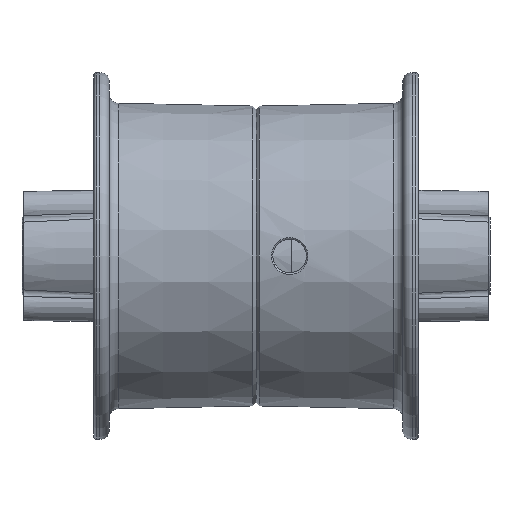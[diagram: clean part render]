
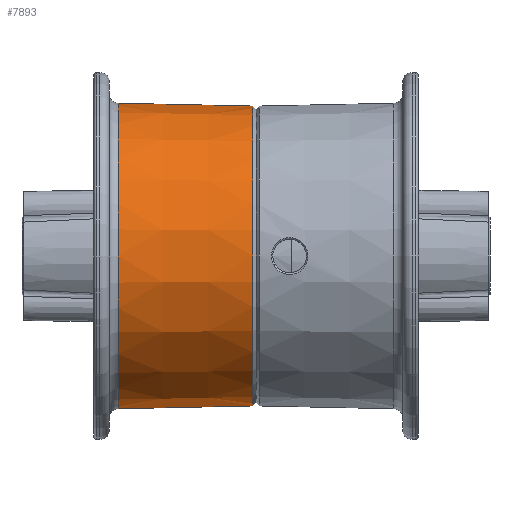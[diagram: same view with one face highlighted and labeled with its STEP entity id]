
A CAD part, front view. The second image highlights one B-rep face of the part: STEP entity #7893.
In plain terms, the highlighted conical face has half-angle 1.193 degrees and reference radius 49.939 mm.
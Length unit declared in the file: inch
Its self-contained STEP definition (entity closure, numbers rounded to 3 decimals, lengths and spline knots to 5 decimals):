
#1072 = EDGE_CURVE ( 'NONE', #22648, #26932, #37820, .T. ) ;
#2152 = DIRECTION ( 'NONE',  ( -1., 0., 0. ) ) ;
#2783 = CARTESIAN_POINT ( 'NONE',  ( 1.77411, 0., 1.96609 ) ) ;
#4429 = EDGE_CURVE ( 'NONE', #39461, #18209, #16236, .T. ) ;
#4552 = DIRECTION ( 'NONE',  ( 0., 0., 1. ) ) ;
#7067 = CARTESIAN_POINT ( 'NONE',  ( 1.77411, 0., -1.96609 ) ) ;
#7893 = ADVANCED_FACE ( 'NONE', ( #46524 ), #24178, .T. ) ;
#11913 = CARTESIAN_POINT ( 'NONE',  ( 0.03936, 0., 1.92995 ) ) ;
#12309 = ORIENTED_EDGE ( 'NONE', *, *, #1072, .T. ) ;
#16236 = CIRCLE ( 'NONE', #42428, 1.96609 ) ;
#16509 = DIRECTION ( 'NONE',  ( 1., 0., 0.021 ) ) ;
#17157 = EDGE_LOOP ( 'NONE', ( #27152, #12309, #41849, #35336 ) ) ;
#18174 = AXIS2_PLACEMENT_3D ( 'NONE', #21794, #42985, #24636 ) ;
#18209 = VERTEX_POINT ( 'NONE', #30324 ) ;
#20328 = CARTESIAN_POINT ( 'NONE',  ( 1.77411, 0., 0. ) ) ;
#21315 = EDGE_CURVE ( 'NONE', #26932, #39461, #39338, .T. ) ;
#21360 = CARTESIAN_POINT ( 'NONE',  ( 0.03936, 0., -1.92995 ) ) ;
#21460 = DIRECTION ( 'NONE',  ( 1., 0., -0.021 ) ) ;
#21794 = CARTESIAN_POINT ( 'NONE',  ( 1.77411, 0., 0. ) ) ;
#22648 = VERTEX_POINT ( 'NONE', #11913 ) ;
#22701 = DIRECTION ( 'NONE',  ( 1., 0., 0. ) ) ;
#23551 = AXIS2_PLACEMENT_3D ( 'NONE', #39479, #22701, #4552 ) ;
#24178 = CONICAL_SURFACE ( 'NONE', #18174, 1.96609, 0.021 ) ;
#24636 = DIRECTION ( 'NONE',  ( 0., 0., -1. ) ) ;
#26932 = VERTEX_POINT ( 'NONE', #21360 ) ;
#27152 = ORIENTED_EDGE ( 'NONE', *, *, #46337, .F. ) ;
#30324 = CARTESIAN_POINT ( 'NONE',  ( 1.77411, 0., 1.96609 ) ) ;
#30769 = VECTOR ( 'NONE', #16509, 39.37008 ) ;
#31072 = LINE ( 'NONE', #2783, #30769 ) ;
#35336 = ORIENTED_EDGE ( 'NONE', *, *, #4429, .T. ) ;
#37820 = CIRCLE ( 'NONE', #23551, 1.92995 ) ;
#38207 = DIRECTION ( 'NONE',  ( 0., 0., 1. ) ) ;
#39338 = LINE ( 'NONE', #7067, #42570 ) ;
#39461 = VERTEX_POINT ( 'NONE', #42802 ) ;
#39479 = CARTESIAN_POINT ( 'NONE',  ( 0.03936, 0., 0. ) ) ;
#41849 = ORIENTED_EDGE ( 'NONE', *, *, #21315, .T. ) ;
#42428 = AXIS2_PLACEMENT_3D ( 'NONE', #20328, #2152, #38207 ) ;
#42570 = VECTOR ( 'NONE', #21460, 39.37008 ) ;
#42802 = CARTESIAN_POINT ( 'NONE',  ( 1.77411, 0., -1.96609 ) ) ;
#42985 = DIRECTION ( 'NONE',  ( 1., 0., 0. ) ) ;
#46337 = EDGE_CURVE ( 'NONE', #22648, #18209, #31072, .T. ) ;
#46524 = FACE_OUTER_BOUND ( 'NONE', #17157, .T. ) ;
